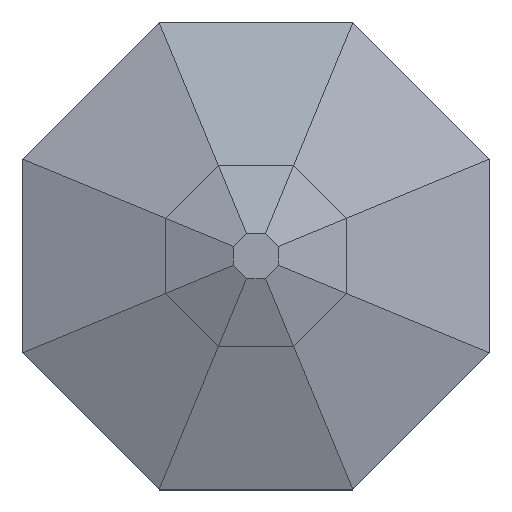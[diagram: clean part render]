
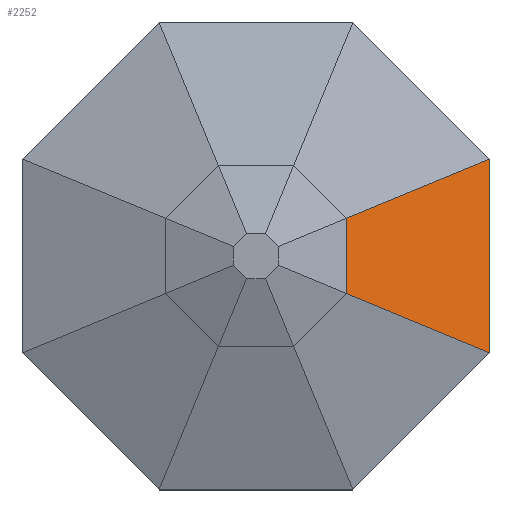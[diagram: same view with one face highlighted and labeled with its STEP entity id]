
A CAD part, top view. The second image highlights one B-rep face of the part: STEP entity #2252.
In plain terms, the highlighted planar face has unit normal (0.366, 0, 0.93).
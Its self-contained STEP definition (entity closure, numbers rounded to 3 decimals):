
#2252 = ADVANCED_FACE('',(#2253),#2267,.F.);
#2253 = FACE_BOUND('',#2254,.F.);
#2254 = EDGE_LOOP('',(#2255,#2290,#2318,#2346));
#2255 = ORIENTED_EDGE('',*,*,#2256,.T.);
#2256 = EDGE_CURVE('',#2257,#2259,#2261,.T.);
#2257 = VERTEX_POINT('',#2258);
#2258 = CARTESIAN_POINT('',(36.955,-15.307,
    26.731));
#2259 = VERTEX_POINT('',#2260);
#2260 = CARTESIAN_POINT('',(36.955,15.307,
    26.731));
#2261 = SURFACE_CURVE('',#2262,(#2266,#2278),.PCURVE_S1.);
#2262 = LINE('',#2263,#2264);
#2263 = CARTESIAN_POINT('',(36.955,-15.307,
    26.731));
#2264 = VECTOR('',#2265,1.);
#2265 = DIRECTION('',(0.,1.,0.));
#2266 = PCURVE('',#2267,#2272);
#2267 = PLANE('',#2268);
#2268 = AXIS2_PLACEMENT_3D('',#2269,#2270,#2271);
#2269 = CARTESIAN_POINT('',(71.819,0.,
    12.996));
#2270 = DIRECTION('',(-0.367,0.,
    -0.93));
#2271 = DIRECTION('',(-0.93,0.,0.367
    ));
#2272 = DEFINITIONAL_REPRESENTATION('',(#2273),#2277);
#2273 = LINE('',#2274,#2275);
#2274 = CARTESIAN_POINT('',(37.472,-15.307));
#2275 = VECTOR('',#2276,1.);
#2276 = DIRECTION('',(0.,1.));
#2277 = ( GEOMETRIC_REPRESENTATION_CONTEXT(2) 
PARAMETRIC_REPRESENTATION_CONTEXT() REPRESENTATION_CONTEXT('2D SPACE',''
  ) );
#2278 = PCURVE('',#2279,#2284);
#2279 = B_SPLINE_SURFACE_WITH_KNOTS('',1,1,(
    (#2280,#2281)
    ,(#2282,#2283
    )),.UNSPECIFIED.,.F.,.F.,.F.,(2,2),(2,2),(0.,30.615),(0.,1.
    ),.PIECEWISE_BEZIER_KNOTS.);
#2280 = CARTESIAN_POINT('',(36.955,-15.307,
    26.731));
#2281 = CARTESIAN_POINT('',(35.691,-14.784,
    22.972));
#2282 = CARTESIAN_POINT('',(36.955,15.307,
    26.731));
#2283 = CARTESIAN_POINT('',(35.691,14.784,
    22.972));
#2284 = DEFINITIONAL_REPRESENTATION('',(#2285),#2289);
#2285 = LINE('',#2286,#2287);
#2286 = CARTESIAN_POINT('',(0.,0.));
#2287 = VECTOR('',#2288,1.);
#2288 = DIRECTION('',(1.,0.));
#2289 = ( GEOMETRIC_REPRESENTATION_CONTEXT(2) 
PARAMETRIC_REPRESENTATION_CONTEXT() REPRESENTATION_CONTEXT('2D SPACE',''
  ) );
#2290 = ORIENTED_EDGE('',*,*,#2291,.T.);
#2291 = EDGE_CURVE('',#2259,#2292,#2294,.T.);
#2292 = VERTEX_POINT('',#2293);
#2293 = CARTESIAN_POINT('',(95.16,39.416,
    3.801));
#2294 = SURFACE_CURVE('',#2295,(#2299,#2306),.PCURVE_S1.);
#2295 = LINE('',#2296,#2297);
#2296 = CARTESIAN_POINT('',(36.955,15.307,
    26.731));
#2297 = VECTOR('',#2298,1.);
#2298 = DIRECTION('',(0.868,0.36,-0.342));
#2299 = PCURVE('',#2267,#2300);
#2300 = DEFINITIONAL_REPRESENTATION('',(#2301),#2305);
#2301 = LINE('',#2302,#2303);
#2302 = CARTESIAN_POINT('',(37.472,15.307));
#2303 = VECTOR('',#2304,1.);
#2304 = DIRECTION('',(-0.933,0.36));
#2305 = ( GEOMETRIC_REPRESENTATION_CONTEXT(2) 
PARAMETRIC_REPRESENTATION_CONTEXT() REPRESENTATION_CONTEXT('2D SPACE',''
  ) );
#2306 = PCURVE('',#2307,#2312);
#2307 = B_SPLINE_SURFACE_WITH_KNOTS('',1,1,(
    (#2308,#2309)
    ,(#2310,#2311
    )),.UNSPECIFIED.,.F.,.F.,.F.,(2,2),(2,2),(0.,67.043),(0.,1.
    ),.PIECEWISE_BEZIER_KNOTS.);
#2308 = CARTESIAN_POINT('',(36.955,15.307,
    26.731));
#2309 = CARTESIAN_POINT('',(35.691,14.784,
    22.972));
#2310 = CARTESIAN_POINT('',(95.16,39.416,
    3.801));
#2311 = CARTESIAN_POINT('',(91.464,37.886,1.));
#2312 = DEFINITIONAL_REPRESENTATION('',(#2313),#2317);
#2313 = LINE('',#2314,#2315);
#2314 = CARTESIAN_POINT('',(0.,0.));
#2315 = VECTOR('',#2316,1.);
#2316 = DIRECTION('',(1.,0.));
#2317 = ( GEOMETRIC_REPRESENTATION_CONTEXT(2) 
PARAMETRIC_REPRESENTATION_CONTEXT() REPRESENTATION_CONTEXT('2D SPACE',''
  ) );
#2318 = ORIENTED_EDGE('',*,*,#2319,.T.);
#2319 = EDGE_CURVE('',#2292,#2320,#2322,.T.);
#2320 = VERTEX_POINT('',#2321);
#2321 = CARTESIAN_POINT('',(95.16,-39.416,
    3.801));
#2322 = SURFACE_CURVE('',#2323,(#2327,#2334),.PCURVE_S1.);
#2323 = LINE('',#2324,#2325);
#2324 = CARTESIAN_POINT('',(95.16,39.416,
    3.801));
#2325 = VECTOR('',#2326,1.);
#2326 = DIRECTION('',(0.,-1.,0.));
#2327 = PCURVE('',#2267,#2328);
#2328 = DEFINITIONAL_REPRESENTATION('',(#2329),#2333);
#2329 = LINE('',#2330,#2331);
#2330 = CARTESIAN_POINT('',(-25.086,39.416));
#2331 = VECTOR('',#2332,1.);
#2332 = DIRECTION('',(0.,-1.));
#2333 = ( GEOMETRIC_REPRESENTATION_CONTEXT(2) 
PARAMETRIC_REPRESENTATION_CONTEXT() REPRESENTATION_CONTEXT('2D SPACE',''
  ) );
#2334 = PCURVE('',#2335,#2340);
#2335 = B_SPLINE_SURFACE_WITH_KNOTS('',1,1,(
    (#2336,#2337)
    ,(#2338,#2339
    )),.UNSPECIFIED.,.F.,.F.,.F.,(2,2),(2,2),(0.,78.833),(0.,1.)
  ,.PIECEWISE_BEZIER_KNOTS.);
#2336 = CARTESIAN_POINT('',(95.16,39.416,
    3.801));
#2337 = CARTESIAN_POINT('',(91.464,37.886,1.));
#2338 = CARTESIAN_POINT('',(95.16,-39.416,
    3.801));
#2339 = CARTESIAN_POINT('',(91.464,-37.886,1.));
#2340 = DEFINITIONAL_REPRESENTATION('',(#2341),#2345);
#2341 = LINE('',#2342,#2343);
#2342 = CARTESIAN_POINT('',(0.,0.));
#2343 = VECTOR('',#2344,1.);
#2344 = DIRECTION('',(1.,0.));
#2345 = ( GEOMETRIC_REPRESENTATION_CONTEXT(2) 
PARAMETRIC_REPRESENTATION_CONTEXT() REPRESENTATION_CONTEXT('2D SPACE',''
  ) );
#2346 = ORIENTED_EDGE('',*,*,#2347,.T.);
#2347 = EDGE_CURVE('',#2320,#2257,#2348,.T.);
#2348 = SURFACE_CURVE('',#2349,(#2353,#2360),.PCURVE_S1.);
#2349 = LINE('',#2350,#2351);
#2350 = CARTESIAN_POINT('',(95.16,-39.416,
    3.801));
#2351 = VECTOR('',#2352,1.);
#2352 = DIRECTION('',(-0.868,0.36,0.342));
#2353 = PCURVE('',#2267,#2354);
#2354 = DEFINITIONAL_REPRESENTATION('',(#2355),#2359);
#2355 = LINE('',#2356,#2357);
#2356 = CARTESIAN_POINT('',(-25.086,-39.416));
#2357 = VECTOR('',#2358,1.);
#2358 = DIRECTION('',(0.933,0.36));
#2359 = ( GEOMETRIC_REPRESENTATION_CONTEXT(2) 
PARAMETRIC_REPRESENTATION_CONTEXT() REPRESENTATION_CONTEXT('2D SPACE',''
  ) );
#2360 = PCURVE('',#2361,#2366);
#2361 = B_SPLINE_SURFACE_WITH_KNOTS('',1,1,(
    (#2362,#2363)
    ,(#2364,#2365
    )),.UNSPECIFIED.,.F.,.F.,.F.,(2,2),(2,2),(0.,67.043),(0.,1.
    ),.PIECEWISE_BEZIER_KNOTS.);
#2362 = CARTESIAN_POINT('',(95.16,-39.416,
    3.801));
#2363 = CARTESIAN_POINT('',(91.464,-37.886,1.));
#2364 = CARTESIAN_POINT('',(36.955,-15.307,
    26.731));
#2365 = CARTESIAN_POINT('',(35.691,-14.784,
    22.972));
#2366 = DEFINITIONAL_REPRESENTATION('',(#2367),#2371);
#2367 = LINE('',#2368,#2369);
#2368 = CARTESIAN_POINT('',(0.,0.));
#2369 = VECTOR('',#2370,1.);
#2370 = DIRECTION('',(1.,0.));
#2371 = ( GEOMETRIC_REPRESENTATION_CONTEXT(2) 
PARAMETRIC_REPRESENTATION_CONTEXT() REPRESENTATION_CONTEXT('2D SPACE',''
  ) );
